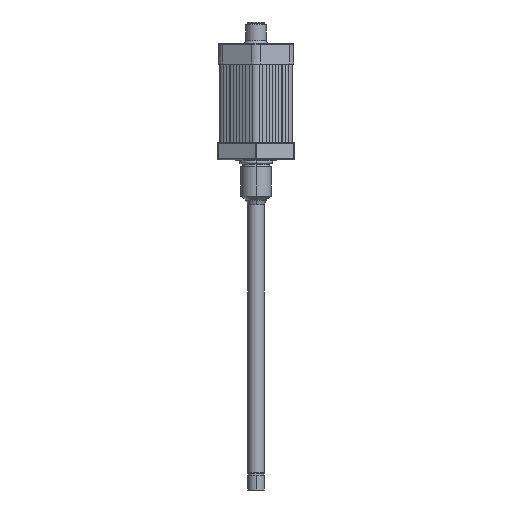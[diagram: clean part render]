
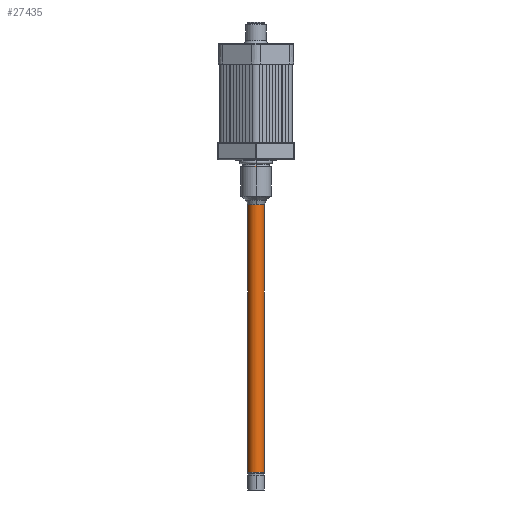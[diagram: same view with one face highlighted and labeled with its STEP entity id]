
A CAD part, front view. The second image highlights one B-rep face of the part: STEP entity #27435.
In plain terms, the highlighted cylindrical face has radius 5 mm (diameter 10 mm), a partial arc.
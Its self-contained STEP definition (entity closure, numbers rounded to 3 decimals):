
#670 = CARTESIAN_POINT ( 'NONE',  ( 5., 0., -10. ) ) ;
#1436 = CARTESIAN_POINT ( 'NONE',  ( 0., 0., -197.5 ) ) ;
#3923 = VERTEX_POINT ( 'NONE', #4755 ) ;
#4577 = DIRECTION ( 'NONE',  ( 1., 0., 0. ) ) ;
#4755 = CARTESIAN_POINT ( 'NONE',  ( -5., 0., -197.5 ) ) ;
#7338 = VECTOR ( 'NONE', #19332, 1000. ) ;
#9735 = ORIENTED_EDGE ( 'NONE', *, *, #40296, .T. ) ;
#10407 = EDGE_LOOP ( 'NONE', ( #37196, #33049, #9735, #36300 ) ) ;
#12681 = DIRECTION ( 'NONE',  ( 0., 0., -1. ) ) ;
#13205 = AXIS2_PLACEMENT_3D ( 'NONE', #1436, #23303, #4577 ) ;
#13904 = LINE ( 'NONE', #32237, #22276 ) ;
#15605 = LINE ( 'NONE', #670, #7338 ) ;
#16330 = CARTESIAN_POINT ( 'NONE',  ( 0., 0., -10. ) ) ;
#16481 = FACE_OUTER_BOUND ( 'NONE', #10407, .T. ) ;
#19332 = DIRECTION ( 'NONE',  ( 0., 0., -1. ) ) ;
#19485 = DIRECTION ( 'NONE',  ( 1., 0., 0. ) ) ;
#22276 = VECTOR ( 'NONE', #26156, 1000. ) ;
#23303 = DIRECTION ( 'NONE',  ( 0., 0., 1. ) ) ;
#23575 = VERTEX_POINT ( 'NONE', #30258 ) ;
#24183 = CIRCLE ( 'NONE', #27315, 5. ) ;
#24273 = EDGE_CURVE ( 'NONE', #23575, #30766, #24183, .T. ) ;
#25009 = CARTESIAN_POINT ( 'NONE',  ( 0., 0., -10. ) ) ;
#25285 = DIRECTION ( 'NONE',  ( -1., 0., 0. ) ) ;
#26156 = DIRECTION ( 'NONE',  ( 0., 0., -1. ) ) ;
#27315 = AXIS2_PLACEMENT_3D ( 'NONE', #16330, #38200, #19485 ) ;
#27435 = ADVANCED_FACE ( 'NONE', ( #16481 ), #29231, .T. ) ;
#29162 = AXIS2_PLACEMENT_3D ( 'NONE', #25009, #12681, #25285 ) ;
#29231 = CYLINDRICAL_SURFACE ( 'NONE', #29162, 5. ) ;
#29608 = EDGE_CURVE ( 'NONE', #3923, #34694, #38331, .T. ) ;
#30258 = CARTESIAN_POINT ( 'NONE',  ( -5., 0., -10. ) ) ;
#30766 = VERTEX_POINT ( 'NONE', #32628 ) ;
#32109 = EDGE_CURVE ( 'NONE', #30766, #34694, #15605, .T. ) ;
#32237 = CARTESIAN_POINT ( 'NONE',  ( -5., 0., -10. ) ) ;
#32628 = CARTESIAN_POINT ( 'NONE',  ( 5., 0., -10. ) ) ;
#33049 = ORIENTED_EDGE ( 'NONE', *, *, #24273, .F. ) ;
#34694 = VERTEX_POINT ( 'NONE', #39997 ) ;
#36300 = ORIENTED_EDGE ( 'NONE', *, *, #29608, .T. ) ;
#37196 = ORIENTED_EDGE ( 'NONE', *, *, #32109, .F. ) ;
#38200 = DIRECTION ( 'NONE',  ( 0., 0., 1. ) ) ;
#38331 = CIRCLE ( 'NONE', #13205, 5. ) ;
#39997 = CARTESIAN_POINT ( 'NONE',  ( 5., 0., -197.5 ) ) ;
#40296 = EDGE_CURVE ( 'NONE', #23575, #3923, #13904, .T. ) ;
